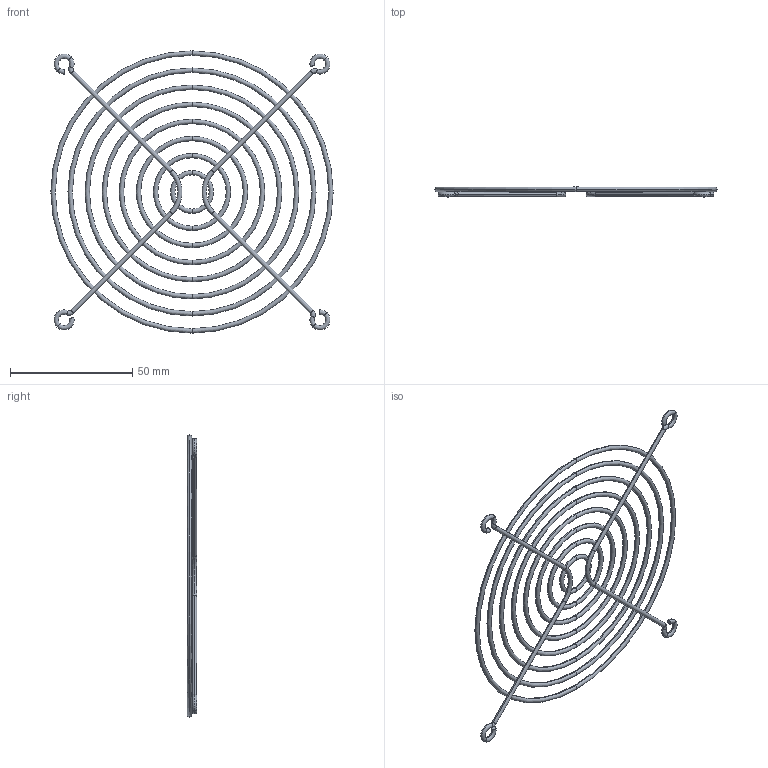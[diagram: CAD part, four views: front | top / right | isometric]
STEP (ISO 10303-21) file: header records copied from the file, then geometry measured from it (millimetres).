
FILE_DESCRIPTION(('FreeCAD Model'),'2;1');
FILE_NAME('G109-15-1.stp', '2019-11-15T15:29:11',('Author'),(''), 'Open CASCADE STEP processor 7.3','FreeCAD','Unknown');
FILE_SCHEMA(('AUTOMOTIVE_DESIGN { 1 0 10303 214 1 1 1 1 }'));
Length unit declared in the file: millimetre
Products named in the file (1): G109-15-1
Bounding box: 115.6 x 3.9 x 115.6 mm (x, y, z)
Volume: 5019.7 mm3; surface area: 11165 mm2
Topology: 10 solids, 10 shells, 76 faces, 740 edges, 3036 vertices
Faces by surface type: torus 64, cylinder 8, plane 4
Entity records: 14431 total; most frequent: CARTESIAN_POINT 4173, DIRECTION 1889, AXIS2_PLACEMENT_3D 777, CIRCLE 708, GEOMETRIC_CURVE_SET 593, TRIMMED_CURVE 592, STYLED_ITEM 382, PRESENTATION_STYLE_ASSIGNMENT 382
